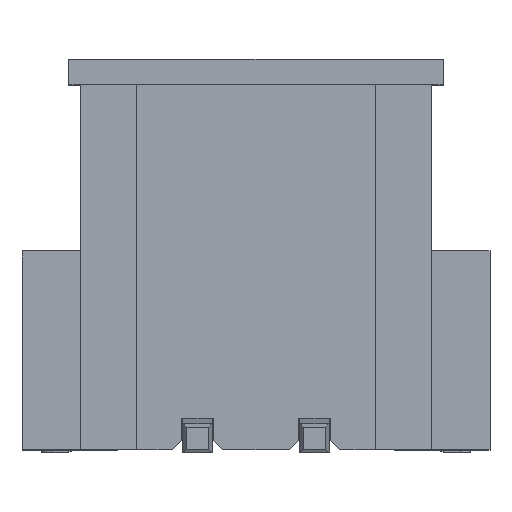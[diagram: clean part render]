
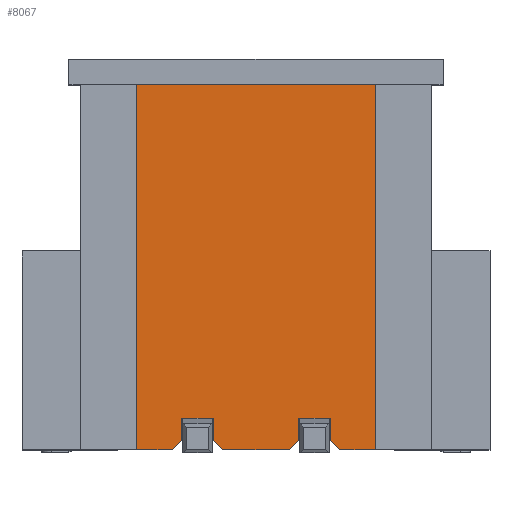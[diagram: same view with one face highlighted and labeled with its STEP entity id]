
A CAD part, top view. The second image highlights one B-rep face of the part: STEP entity #8067.
In plain terms, the highlighted planar face has unit normal (0, 0, 1).
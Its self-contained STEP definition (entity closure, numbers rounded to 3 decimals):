
#2393=DIRECTION('',(0.707,0.707,0.));
#2394=VECTOR('',#2393,0.283);
#2395=CARTESIAN_POINT('',(-6.79,-7.8,5.7));
#2396=LINE('',#2395,#2394);
#2397=DIRECTION('',(1.,0.,0.));
#2398=VECTOR('',#2397,0.76);
#2399=CARTESIAN_POINT('',(-7.55,-7.8,5.7));
#2400=LINE('',#2399,#2398);
#2401=DIRECTION('',(-1.,0.,0.));
#2402=VECTOR('',#2401,5.1);
#2403=CARTESIAN_POINT('',(-2.45,0.,5.7));
#2404=LINE('',#2403,#2402);
#2405=DIRECTION('',(1.,0.,0.));
#2406=VECTOR('',#2405,0.76);
#2407=CARTESIAN_POINT('',(-3.21,-7.8,5.7));
#2408=LINE('',#2407,#2406);
#2409=DIRECTION('',(0.707,-0.707,0.));
#2410=VECTOR('',#2409,0.283);
#2411=CARTESIAN_POINT('',(-3.41,-7.6,5.7));
#2412=LINE('',#2411,#2410);
#2413=DIRECTION('',(0.707,0.707,0.));
#2414=VECTOR('',#2413,0.283);
#2415=CARTESIAN_POINT('',(-4.29,-7.8,5.7));
#2416=LINE('',#2415,#2414);
#2417=DIRECTION('',(1.,0.,0.));
#2418=VECTOR('',#2417,1.42);
#2419=CARTESIAN_POINT('',(-5.71,-7.8,5.7));
#2420=LINE('',#2419,#2418);
#2421=DIRECTION('',(0.707,-0.707,0.));
#2422=VECTOR('',#2421,0.283);
#2423=CARTESIAN_POINT('',(-5.91,-7.6,5.7));
#2424=LINE('',#2423,#2422);
#2425=DIRECTION('',(0.,-1.,0.));
#2426=VECTOR('',#2425,0.48);
#2427=CARTESIAN_POINT('',(-5.91,-7.12,5.7));
#2428=LINE('',#2427,#2426);
#2445=DIRECTION('',(-1.,0.,0.));
#2446=VECTOR('',#2445,0.68);
#2447=CARTESIAN_POINT('',(-5.91,-7.12,5.7));
#2448=LINE('',#2447,#2446);
#2461=DIRECTION('',(0.,1.,0.));
#2462=VECTOR('',#2461,0.48);
#2463=CARTESIAN_POINT('',(-6.59,-7.6,5.7));
#2464=LINE('',#2463,#2462);
#2485=DIRECTION('',(0.,1.,0.));
#2486=VECTOR('',#2485,0.48);
#2487=CARTESIAN_POINT('',(-4.09,-7.6,5.7));
#2488=LINE('',#2487,#2486);
#2497=DIRECTION('',(-1.,0.,0.));
#2498=VECTOR('',#2497,0.68);
#2499=CARTESIAN_POINT('',(-3.41,-7.12,5.7));
#2500=LINE('',#2499,#2498);
#2501=DIRECTION('',(0.,-1.,0.));
#2502=VECTOR('',#2501,0.48);
#2503=CARTESIAN_POINT('',(-3.41,-7.12,5.7));
#2504=LINE('',#2503,#2502);
#2533=DIRECTION('',(0.,1.,0.));
#2534=VECTOR('',#2533,7.8);
#2535=CARTESIAN_POINT('',(-2.45,-7.8,5.7));
#2536=LINE('',#2535,#2534);
#2593=DIRECTION('',(0.,-1.,0.));
#2594=VECTOR('',#2593,7.8);
#2595=CARTESIAN_POINT('',(-7.55,0.,5.7));
#2596=LINE('',#2595,#2594);
#3866=CARTESIAN_POINT('',(-2.45,0.,5.7));
#3867=VERTEX_POINT('',#3866);
#3868=CARTESIAN_POINT('',(-7.55,0.,5.7));
#3869=VERTEX_POINT('',#3868);
#4047=CARTESIAN_POINT('',(-5.71,-7.8,5.7));
#4049=VERTEX_POINT('',#4047);
#4050=CARTESIAN_POINT('',(-4.29,-7.8,5.7));
#4051=VERTEX_POINT('',#4050);
#4060=CARTESIAN_POINT('',(-7.55,-7.8,5.7));
#4061=VERTEX_POINT('',#4060);
#4062=CARTESIAN_POINT('',(-6.79,-7.8,5.7));
#4063=VERTEX_POINT('',#4062);
#4070=CARTESIAN_POINT('',(-3.21,-7.8,5.7));
#4071=VERTEX_POINT('',#4070);
#4072=CARTESIAN_POINT('',(-2.45,-7.8,5.7));
#4073=VERTEX_POINT('',#4072);
#4088=CARTESIAN_POINT('',(-5.91,-7.6,5.7));
#4089=VERTEX_POINT('',#4088);
#4168=CARTESIAN_POINT('',(-6.59,-7.6,5.7));
#4169=VERTEX_POINT('',#4168);
#4170=CARTESIAN_POINT('',(-5.91,-7.12,5.7));
#4171=VERTEX_POINT('',#4170);
#4172=CARTESIAN_POINT('',(-6.59,-7.12,5.7));
#4173=VERTEX_POINT('',#4172);
#4174=CARTESIAN_POINT('',(-3.41,-7.6,5.7));
#4175=VERTEX_POINT('',#4174);
#4176=CARTESIAN_POINT('',(-3.41,-7.12,5.7));
#4177=VERTEX_POINT('',#4176);
#4178=CARTESIAN_POINT('',(-4.09,-7.12,5.7));
#4179=VERTEX_POINT('',#4178);
#4180=CARTESIAN_POINT('',(-4.09,-7.6,5.7));
#4181=VERTEX_POINT('',#4180);
#8030=CARTESIAN_POINT('',(-5.,-3.9,5.7));
#8031=DIRECTION('',(0.,0.,1.));
#8032=DIRECTION('',(1.,0.,0.));
#8033=AXIS2_PLACEMENT_3D('',#8030,#8031,#8032);
#8034=PLANE('',#8033);
#8036=ORIENTED_EDGE('',*,*,#8035,.F.);
#8038=ORIENTED_EDGE('',*,*,#8037,.T.);
#8040=ORIENTED_EDGE('',*,*,#8039,.F.);
#8041=ORIENTED_EDGE('',*,*,#8021,.F.);
#8042=ORIENTED_EDGE('',*,*,#7913,.F.);
#8044=ORIENTED_EDGE('',*,*,#8043,.F.);
#8046=ORIENTED_EDGE('',*,*,#8045,.F.);
#8048=ORIENTED_EDGE('',*,*,#8047,.F.);
#8050=ORIENTED_EDGE('',*,*,#8049,.F.);
#8052=ORIENTED_EDGE('',*,*,#8051,.F.);
#8054=ORIENTED_EDGE('',*,*,#8053,.F.);
#8056=ORIENTED_EDGE('',*,*,#8055,.T.);
#8058=ORIENTED_EDGE('',*,*,#8057,.F.);
#8060=ORIENTED_EDGE('',*,*,#8059,.F.);
#8062=ORIENTED_EDGE('',*,*,#8061,.F.);
#8064=ORIENTED_EDGE('',*,*,#8063,.F.);
#8065=EDGE_LOOP('',(#8036,#8038,#8040,#8041,#8042,#8044,#8046,#8048,#8050,#8052,
#8054,#8056,#8058,#8060,#8062,#8064));
#8066=FACE_OUTER_BOUND('',#8065,.F.);
#8067=ADVANCED_FACE('',(#8066),#8034,.T.);
#7913=EDGE_CURVE('',#4061,#4063,#2400,.T.);
#8021=EDGE_CURVE('',#4063,#4169,#2396,.T.);
#8035=EDGE_CURVE('',#4171,#4089,#2428,.T.);
#8037=EDGE_CURVE('',#4171,#4173,#2448,.T.);
#8039=EDGE_CURVE('',#4169,#4173,#2464,.T.);
#8043=EDGE_CURVE('',#3869,#4061,#2596,.T.);
#8045=EDGE_CURVE('',#3867,#3869,#2404,.T.);
#8047=EDGE_CURVE('',#4073,#3867,#2536,.T.);
#8049=EDGE_CURVE('',#4071,#4073,#2408,.T.);
#8051=EDGE_CURVE('',#4175,#4071,#2412,.T.);
#8053=EDGE_CURVE('',#4177,#4175,#2504,.T.);
#8055=EDGE_CURVE('',#4177,#4179,#2500,.T.);
#8057=EDGE_CURVE('',#4181,#4179,#2488,.T.);
#8059=EDGE_CURVE('',#4051,#4181,#2416,.T.);
#8061=EDGE_CURVE('',#4049,#4051,#2420,.T.);
#8063=EDGE_CURVE('',#4089,#4049,#2424,.T.);
